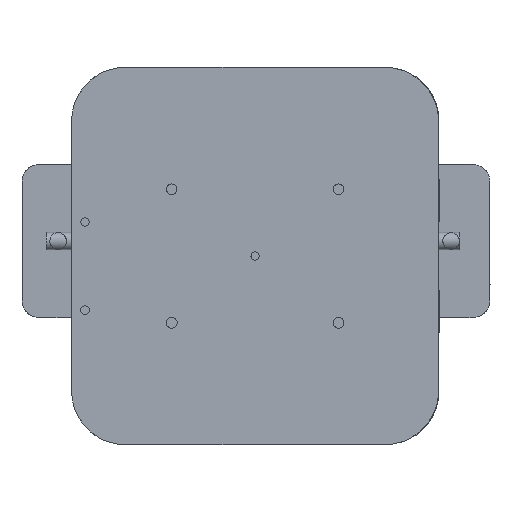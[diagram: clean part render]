
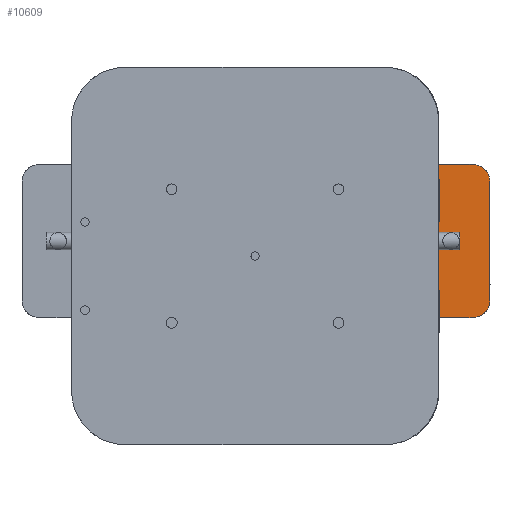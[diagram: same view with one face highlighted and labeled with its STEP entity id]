
A CAD part, front view. The second image highlights one B-rep face of the part: STEP entity #10609.
In plain terms, the highlighted planar face has unit normal (0, -1, 0).
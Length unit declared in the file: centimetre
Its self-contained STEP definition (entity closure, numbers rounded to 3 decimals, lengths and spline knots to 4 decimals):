
#7 = CARTESIAN_POINT ( 'NONE',  ( 115.5907, 17.2, 141.5782 ) ) ;
#62 = CARTESIAN_POINT ( 'NONE',  ( 120.2553, 17.2, 141.5782 ) ) ;
#72 = FACE_OUTER_BOUND ( 'NONE', #6578, .T. ) ;
#95 = CIRCLE ( 'NONE', #3516, 2. ) ;
#228 = CARTESIAN_POINT ( 'NONE',  ( 120.2553, 17.2, 125.2408 ) ) ;
#585 = CARTESIAN_POINT ( 'NONE',  ( 122.2553, 17.2, 139.5782 ) ) ;
#715 = CARTESIAN_POINT ( 'NONE',  ( 115.5907, 17.2, 125.2408 ) ) ;
#967 = DIRECTION ( 'NONE',  ( 0., 1., 0. ) ) ;
#1271 = DIRECTION ( 'NONE',  ( 0., -1., 0. ) ) ;
#1339 = EDGE_CURVE ( 'NONE', #11046, #10601, #9005, .T. ) ;
#1374 = VERTEX_POINT ( 'NONE', #12916 ) ;
#1750 = ORIENTED_EDGE ( 'NONE', *, *, #10191, .F. ) ;
#1831 = CARTESIAN_POINT ( 'NONE',  ( 120.2553, 17.2, 123.2408 ) ) ;
#1982 = CARTESIAN_POINT ( 'NONE',  ( 115.5907, 17.2, 139.5782 ) ) ;
#2097 = CARTESIAN_POINT ( 'NONE',  ( 115.5907, 17.2, 123.2408 ) ) ;
#2423 = AXIS2_PLACEMENT_3D ( 'NONE', #10377, #1271, #12182 ) ;
#2429 = VERTEX_POINT ( 'NONE', #1831 ) ;
#2832 = EDGE_CURVE ( 'NONE', #10601, #9341, #7629, .T. ) ;
#3063 = VERTEX_POINT ( 'NONE', #5312 ) ;
#3105 = DIRECTION ( 'NONE',  ( 0., 0., 1. ) ) ;
#3256 = EDGE_CURVE ( 'NONE', #12120, #12170, #11395, .T. ) ;
#3268 = ORIENTED_EDGE ( 'NONE', *, *, #1339, .F. ) ;
#3516 = AXIS2_PLACEMENT_3D ( 'NONE', #10139, #967, #3105 ) ;
#3928 = DIRECTION ( 'NONE',  ( 0., 0., -1. ) ) ;
#4306 = DIRECTION ( 'NONE',  ( 0., 0., -1. ) ) ;
#4594 = CARTESIAN_POINT ( 'NONE',  ( 122.2553, 17.2, 125.2408 ) ) ;
#4732 = DIRECTION ( 'NONE',  ( 1., 0., 0. ) ) ;
#4797 = CIRCLE ( 'NONE', #7145, 2. ) ;
#5183 = CIRCLE ( 'NONE', #12035, 2. ) ;
#5312 = CARTESIAN_POINT ( 'NONE',  ( 113.5907, 17.2, 125.2408 ) ) ;
#5629 = ORIENTED_EDGE ( 'NONE', *, *, #2832, .F. ) ;
#5855 = VECTOR ( 'NONE', #7056, 100. ) ;
#6293 = PLANE ( 'NONE',  #2423 ) ;
#6544 = VECTOR ( 'NONE', #13016, 100. ) ;
#6578 = EDGE_LOOP ( 'NONE', ( #10576, #9643, #1750, #7893, #10726, #5629, #3268, #11755 ) ) ;
#6661 = AXIS2_PLACEMENT_3D ( 'NONE', #1982, #12099, #3928 ) ;
#7056 = DIRECTION ( 'NONE',  ( -1., 0., 0. ) ) ;
#7143 = VECTOR ( 'NONE', #4732, 100. ) ;
#7145 = AXIS2_PLACEMENT_3D ( 'NONE', #228, #7603, #4306 ) ;
#7603 = DIRECTION ( 'NONE',  ( 0., 1., 0. ) ) ;
#7629 = LINE ( 'NONE', #10764, #7143 ) ;
#7683 = LINE ( 'NONE', #8817, #6544 ) ;
#7811 = CARTESIAN_POINT ( 'NONE',  ( 113.5907, 17.2, 139.5782 ) ) ;
#7893 = ORIENTED_EDGE ( 'NONE', *, *, #3256, .F. ) ;
#7939 = DIRECTION ( 'NONE',  ( 0., 1., 0. ) ) ;
#7989 = EDGE_CURVE ( 'NONE', #3063, #11046, #7683, .T. ) ;
#8817 = CARTESIAN_POINT ( 'NONE',  ( 113.5907, 17.2, 139.5782 ) ) ;
#9005 = CIRCLE ( 'NONE', #6661, 2. ) ;
#9045 = EDGE_CURVE ( 'NONE', #1374, #3063, #5183, .T. ) ;
#9341 = VERTEX_POINT ( 'NONE', #62 ) ;
#9643 = ORIENTED_EDGE ( 'NONE', *, *, #12262, .F. ) ;
#9862 = EDGE_CURVE ( 'NONE', #9341, #12120, #95, .T. ) ;
#10139 = CARTESIAN_POINT ( 'NONE',  ( 120.2553, 17.2, 139.5782 ) ) ;
#10191 = EDGE_CURVE ( 'NONE', #12170, #2429, #4797, .T. ) ;
#10377 = CARTESIAN_POINT ( 'NONE',  ( 115.5907, 17.2, 125.2408 ) ) ;
#10576 = ORIENTED_EDGE ( 'NONE', *, *, #9045, .F. ) ;
#10601 = VERTEX_POINT ( 'NONE', #7 ) ;
#10609 = ADVANCED_FACE ( 'NONE', ( #72 ), #6293, .T. ) ;
#10726 = ORIENTED_EDGE ( 'NONE', *, *, #9862, .F. ) ;
#10764 = CARTESIAN_POINT ( 'NONE',  ( 115.5907, 17.2, 141.5782 ) ) ;
#11046 = VERTEX_POINT ( 'NONE', #7811 ) ;
#11198 = DIRECTION ( 'NONE',  ( 0., 0., -1. ) ) ;
#11200 = VECTOR ( 'NONE', #11198, 100. ) ;
#11270 = LINE ( 'NONE', #2097, #5855 ) ;
#11395 = LINE ( 'NONE', #12532, #11200 ) ;
#11755 = ORIENTED_EDGE ( 'NONE', *, *, #7989, .F. ) ;
#12016 = DIRECTION ( 'NONE',  ( 0., 0., -1. ) ) ;
#12035 = AXIS2_PLACEMENT_3D ( 'NONE', #715, #7939, #12016 ) ;
#12099 = DIRECTION ( 'NONE',  ( 0., 1., 0. ) ) ;
#12120 = VERTEX_POINT ( 'NONE', #585 ) ;
#12170 = VERTEX_POINT ( 'NONE', #4594 ) ;
#12182 = DIRECTION ( 'NONE',  ( 0., 0., -1. ) ) ;
#12262 = EDGE_CURVE ( 'NONE', #2429, #1374, #11270, .T. ) ;
#12532 = CARTESIAN_POINT ( 'NONE',  ( 122.2553, 17.2, 139.5782 ) ) ;
#12916 = CARTESIAN_POINT ( 'NONE',  ( 115.5907, 17.2, 123.2408 ) ) ;
#13016 = DIRECTION ( 'NONE',  ( 0., 0., 1. ) ) ;
